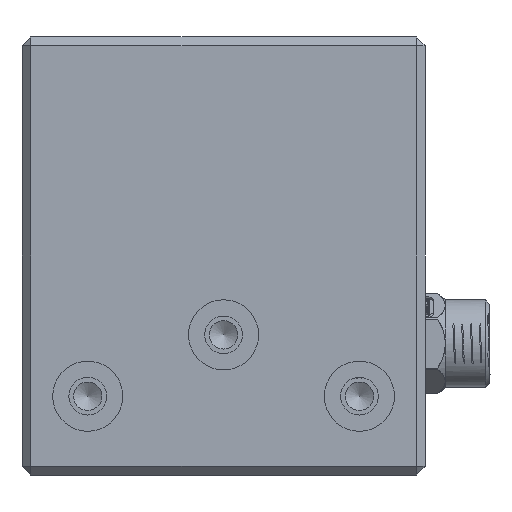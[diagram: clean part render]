
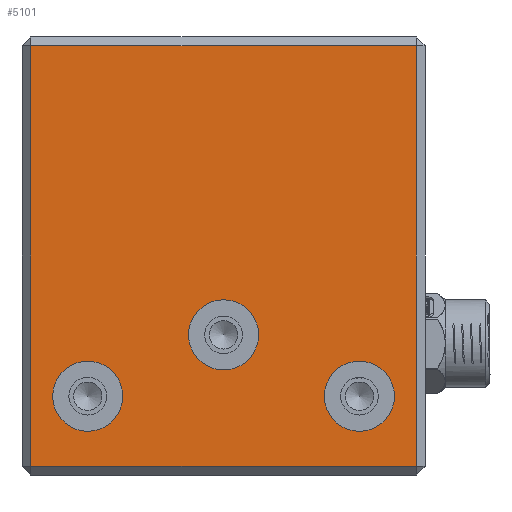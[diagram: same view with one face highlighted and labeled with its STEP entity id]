
A CAD part, left-side view. The second image highlights one B-rep face of the part: STEP entity #5101.
In plain terms, the highlighted planar face has unit normal (-1, 0, 0).
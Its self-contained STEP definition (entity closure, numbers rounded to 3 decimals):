
#5101 = ADVANCED_FACE( '', ( #10282, #10283, #10284, #10285 ), #10286, .F. );
#10282 = FACE_OUTER_BOUND( '', #20409, .T. );
#10283 = FACE_BOUND( '', #20410, .T. );
#10284 = FACE_BOUND( '', #20411, .T. );
#10285 = FACE_BOUND( '', #20412, .T. );
#10286 = PLANE( '', #20413 );
#20409 = EDGE_LOOP( '', ( #29688, #29689, #29690, #29691 ) );
#20410 = EDGE_LOOP( '', ( #29692 ) );
#20411 = EDGE_LOOP( '', ( #29693 ) );
#20412 = EDGE_LOOP( '', ( #29694 ) );
#20413 = AXIS2_PLACEMENT_3D( '', #29695, #29696, #29697 );
#29688 = ORIENTED_EDGE( '', *, *, #33190, .T. );
#29689 = ORIENTED_EDGE( '', *, *, #34183, .T. );
#29690 = ORIENTED_EDGE( '', *, *, #34986, .T. );
#29691 = ORIENTED_EDGE( '', *, *, #33448, .T. );
#29692 = ORIENTED_EDGE( '', *, *, #33908, .T. );
#29693 = ORIENTED_EDGE( '', *, *, #36867, .T. );
#29694 = ORIENTED_EDGE( '', *, *, #36868, .T. );
#29695 = CARTESIAN_POINT( '', ( -142.5, 59.118, -2.637 ) );
#29696 = DIRECTION( '', ( 1., 0., 0. ) );
#29697 = DIRECTION( '', ( 0., 0., 1. ) );
#33190 = EDGE_CURVE( '', #38712, #38710, #38713, .T. );
#33448 = EDGE_CURVE( '', #39170, #38712, #39171, .T. );
#33908 = EDGE_CURVE( '', #39984, #39984, #39985, .T. );
#34183 = EDGE_CURVE( '', #38710, #40464, #40466, .T. );
#34986 = EDGE_CURVE( '', #40464, #39170, #41839, .T. );
#36867 = EDGE_CURVE( '', #44867, #44867, #44868, .T. );
#36868 = EDGE_CURVE( '', #44869, #44869, #44870, .T. );
#38710 = VERTEX_POINT( '', #48117 );
#38712 = VERTEX_POINT( '', #48120 );
#38713 = LINE( '', #48121, #48122 );
#39170 = VERTEX_POINT( '', #49220 );
#39171 = LINE( '', #49221, #49222 );
#39984 = VERTEX_POINT( '', #51249 );
#39985 = CIRCLE( '', #51250, 4. );
#40464 = VERTEX_POINT( '', #52362 );
#40466 = LINE( '', #52365, #52366 );
#41839 = LINE( '', #55270, #55271 );
#44867 = VERTEX_POINT( '', #62789 );
#44868 = CIRCLE( '', #62790, 4. );
#44869 = VERTEX_POINT( '', #62791 );
#44870 = CIRCLE( '', #62792, 4. );
#48117 = CARTESIAN_POINT( '', ( -142.5, 51.367, 52.367 ) );
#48120 = CARTESIAN_POINT( '', ( -142.5, 7.367, 52.367 ) );
#48121 = CARTESIAN_POINT( '', ( -142.5, 52.367, 52.367 ) );
#48122 = VECTOR( '', #69239, 1000. );
#49220 = CARTESIAN_POINT( '', ( -142.5, 7.367, 4.367 ) );
#49221 = CARTESIAN_POINT( '', ( -142.5, 7.367, 53.367 ) );
#49222 = VECTOR( '', #69390, 1000. );
#51249 = CARTESIAN_POINT( '', ( -142.5, 13.867, 8.367 ) );
#51250 = AXIS2_PLACEMENT_3D( '', #69653, #69654, #69655 );
#52362 = CARTESIAN_POINT( '', ( -142.5, 51.367, 4.367 ) );
#52365 = CARTESIAN_POINT( '', ( -142.5, 51.367, 3.367 ) );
#52366 = VECTOR( '', #69874, 1000. );
#55270 = CARTESIAN_POINT( '', ( -142.5, 6.367, 4.367 ) );
#55271 = VECTOR( '', #70245, 1000. );
#62789 = CARTESIAN_POINT( '', ( -142.5, 29.367, 15.367 ) );
#62790 = AXIS2_PLACEMENT_3D( '', #71068, #71069, #71070 );
#62791 = CARTESIAN_POINT( '', ( -142.5, 44.867, 8.367 ) );
#62792 = AXIS2_PLACEMENT_3D( '', #71071, #71072, #71073 );
#69239 = DIRECTION( '', ( 0., 1., 0. ) );
#69390 = DIRECTION( '', ( 0., 0., 1. ) );
#69653 = CARTESIAN_POINT( '', ( -142.5, 13.867, 12.367 ) );
#69654 = DIRECTION( '', ( 1., 0., 0. ) );
#69655 = DIRECTION( '', ( 0., 0., -1. ) );
#69874 = DIRECTION( '', ( 0., 0., -1. ) );
#70245 = DIRECTION( '', ( 0., -1., 0. ) );
#71068 = CARTESIAN_POINT( '', ( -142.5, 29.367, 19.367 ) );
#71069 = DIRECTION( '', ( 1., 0., 0. ) );
#71070 = DIRECTION( '', ( 0., 0., -1. ) );
#71071 = CARTESIAN_POINT( '', ( -142.5, 44.867, 12.367 ) );
#71072 = DIRECTION( '', ( 1., 0., 0. ) );
#71073 = DIRECTION( '', ( 0., 0., -1. ) );
